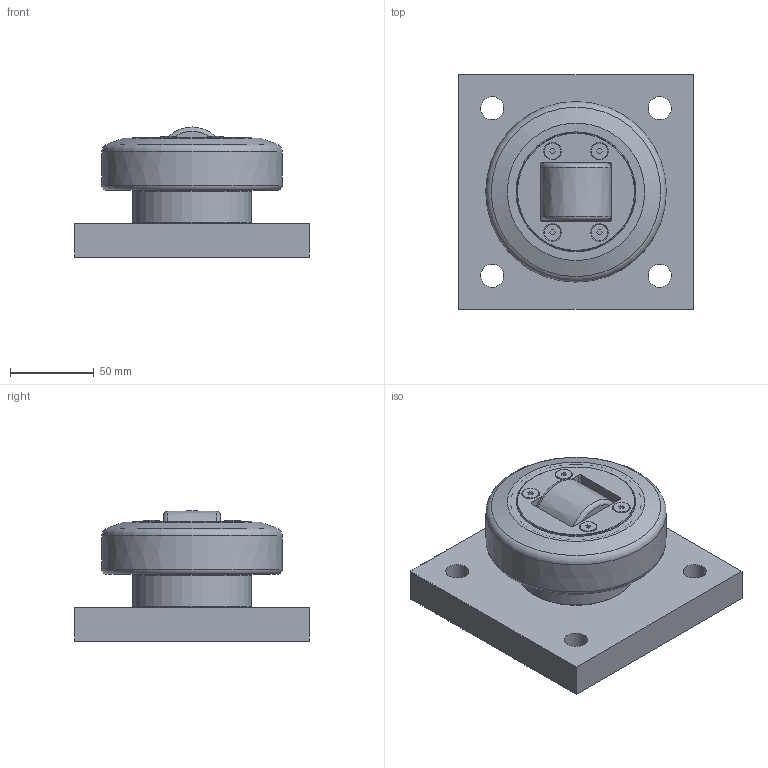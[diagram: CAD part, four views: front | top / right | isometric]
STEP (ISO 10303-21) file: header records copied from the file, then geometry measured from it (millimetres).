
FILE_DESCRIPTION(/* description */ ('-'),/* implementation_level */ '2;1');
FILE_NAME(/* name */ 'ALFATEC_TR110-0350BQ1000.stp',/* time_stamp */ '2021-01-27T14:16:55+01:00',/* author */ ('kstaebler'),/* organization */ (''),/* preprocessor_version */ 'ST-DEVELOPER v18.1',/* originating_system */ 'Autodesk Inventor 2020',/* authorisation */ '');
FILE_SCHEMA (('AUTOMOTIVE_DESIGN { 1 0 10303 214 3 1 1 }'));
Length unit declared in the file: millimetre
Products named in the file (1): TR 110.0350 BQ1000_Kontur
Bounding box: 140 x 140 x 77.6 mm (x, y, z)
Volume: 651708.9 mm3; surface area: 118039.5 mm2
Topology: 3 solids, 3 shells, 259 faces, 731 edges, 498 vertices
Faces by surface type: plane 178, cylinder 50, cone 18, torus 11, bspline 2
Full cylindrical faces by diameter (mm): 3 x2, 5 x4, 5.5 x4, 9.75 x4, 13.835 x4, 18.2 x1, 24.2 x1, 28 x2, 60 x1, 63 x1, 69.3 x1, 70.5 x2, 71 x1, 71.5 x1, 75 x1, 77 x1, 78 x1, 79 x2, 83.3 x1
Entity records: 9067 total; most frequent: CARTESIAN_POINT 1731, ORIENTED_EDGE 1470, DIRECTION 1458, EDGE_CURVE 735, VERTEX_POINT 498, LINE 486, VECTOR 486, AXIS2_PLACEMENT_3D 486
